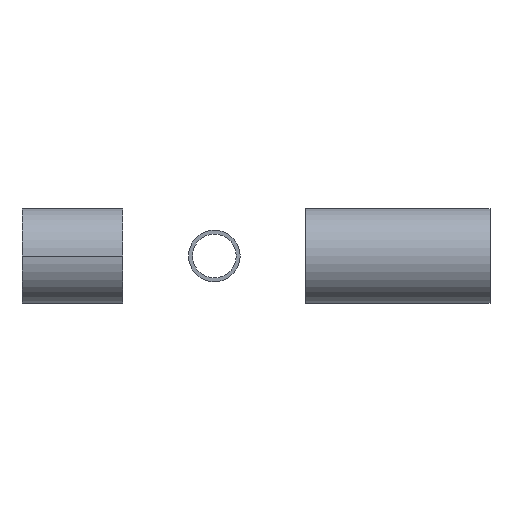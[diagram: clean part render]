
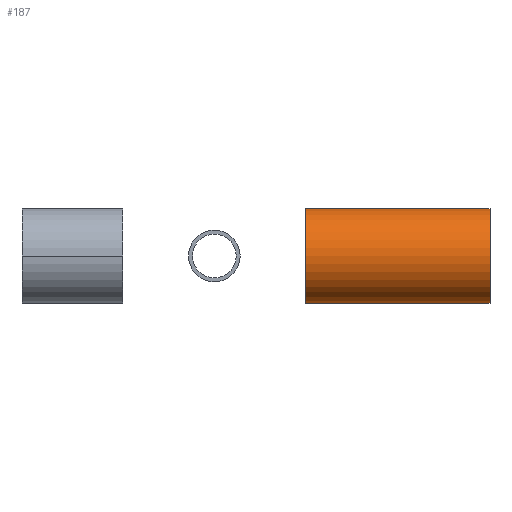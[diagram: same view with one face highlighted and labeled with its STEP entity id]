
A CAD part, front view. The second image highlights one B-rep face of the part: STEP entity #187.
In plain terms, the highlighted cylindrical face has radius 44.45 mm (diameter 88.9 mm), a partial arc.
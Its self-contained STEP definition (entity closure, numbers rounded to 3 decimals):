
#39 = DIRECTION ( 'NONE',  ( -1., 0., 0. ) ) ;
#47 = LINE ( 'NONE', #408, #285 ) ;
#61 = DIRECTION ( 'NONE',  ( -1., 0., 0. ) ) ;
#68 = EDGE_LOOP ( 'NONE', ( #539, #176, #153, #191 ) ) ;
#70 = LINE ( 'NONE', #401, #545 ) ;
#73 = CYLINDRICAL_SURFACE ( 'NONE', #327, 44.45 ) ;
#120 = CARTESIAN_POINT ( 'NONE',  ( 258., 0., -44.45 ) ) ;
#136 = AXIS2_PLACEMENT_3D ( 'NONE', #462, #61, #266 ) ;
#140 = EDGE_CURVE ( 'NONE', #240, #470, #558, .T. ) ;
#153 = ORIENTED_EDGE ( 'NONE', *, *, #378, .T. ) ;
#165 = DIRECTION ( 'NONE',  ( 1., 0., 0. ) ) ;
#168 = EDGE_CURVE ( 'NONE', #413, #470, #70, .T. ) ;
#176 = ORIENTED_EDGE ( 'NONE', *, *, #473, .F. ) ;
#187 = ADVANCED_FACE ( 'NONE', ( #482 ), #73, .T. ) ;
#191 = ORIENTED_EDGE ( 'NONE', *, *, #140, .T. ) ;
#210 = AXIS2_PLACEMENT_3D ( 'NONE', #214, #39, #485 ) ;
#214 = CARTESIAN_POINT ( 'NONE',  ( 85.7, 0., 0. ) ) ;
#240 = VERTEX_POINT ( 'NONE', #120 ) ;
#266 = DIRECTION ( 'NONE',  ( 0., -1., 0. ) ) ;
#285 = VECTOR ( 'NONE', #499, 1000. ) ;
#302 = DIRECTION ( 'NONE',  ( 0., 0., -1. ) ) ;
#327 = AXIS2_PLACEMENT_3D ( 'NONE', #390, #521, #302 ) ;
#372 = VERTEX_POINT ( 'NONE', #571 ) ;
#375 = CARTESIAN_POINT ( 'NONE',  ( 85.7, 0., 44.45 ) ) ;
#378 = EDGE_CURVE ( 'NONE', #372, #240, #47, .T. ) ;
#390 = CARTESIAN_POINT ( 'NONE',  ( 85.7, 0., 0. ) ) ;
#401 = CARTESIAN_POINT ( 'NONE',  ( 85.7, 0., 44.45 ) ) ;
#408 = CARTESIAN_POINT ( 'NONE',  ( 85.7, 0., -44.45 ) ) ;
#413 = VERTEX_POINT ( 'NONE', #375 ) ;
#440 = CARTESIAN_POINT ( 'NONE',  ( 258., 0., 44.45 ) ) ;
#462 = CARTESIAN_POINT ( 'NONE',  ( 258., 0., 0. ) ) ;
#470 = VERTEX_POINT ( 'NONE', #440 ) ;
#473 = EDGE_CURVE ( 'NONE', #372, #413, #567, .T. ) ;
#482 = FACE_OUTER_BOUND ( 'NONE', #68, .T. ) ;
#485 = DIRECTION ( 'NONE',  ( 0., -1., 0. ) ) ;
#499 = DIRECTION ( 'NONE',  ( 1., 0., 0. ) ) ;
#521 = DIRECTION ( 'NONE',  ( 1., 0., 0. ) ) ;
#539 = ORIENTED_EDGE ( 'NONE', *, *, #168, .F. ) ;
#545 = VECTOR ( 'NONE', #165, 1000. ) ;
#558 = CIRCLE ( 'NONE', #136, 44.45 ) ;
#567 = CIRCLE ( 'NONE', #210, 44.45 ) ;
#571 = CARTESIAN_POINT ( 'NONE',  ( 85.7, 0., -44.45 ) ) ;
